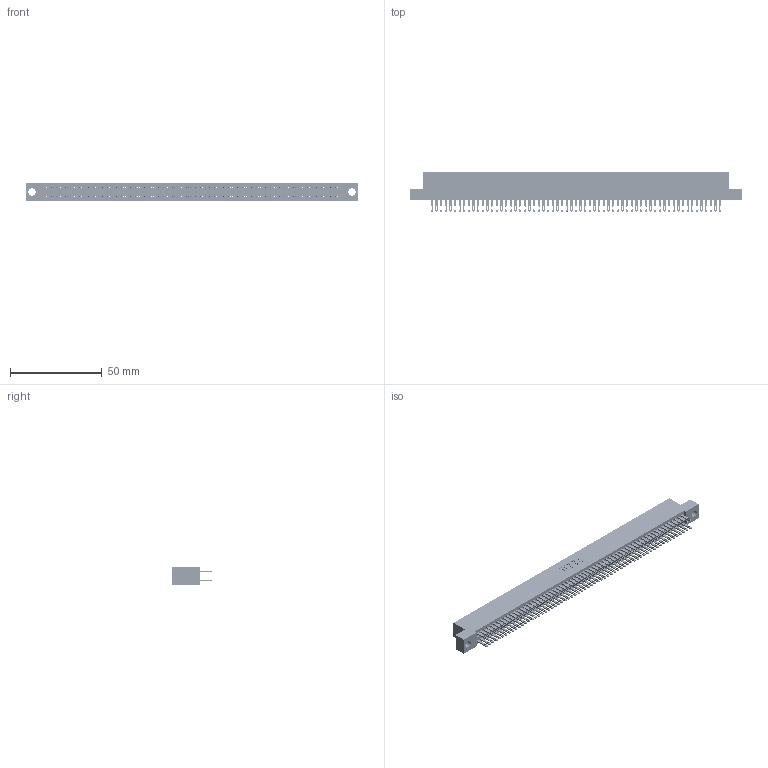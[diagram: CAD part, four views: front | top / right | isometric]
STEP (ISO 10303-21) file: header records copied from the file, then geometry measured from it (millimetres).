
FILE_DESCRIPTION (( 'STEP AP203' ), '1' );
FILE_NAME ('895-126-500-204.STEP', '2020-10-13T16:05:21', ( '' ), ( '' ), 'SwSTEP 2.0', 'SolidWorks 2020', '' );
FILE_SCHEMA (( 'CONFIG_CONTROL_DESIGN' ));
Length unit declared in the file: inch
Products named in the file (3): 845 Part_Flush Mounting Lugs - 0.156 Dia-TH; 345-292-001_345-293-100; 895-126-500-204
Assembly tree (127 placements, depth 2):
  895-126-500-204
    845 Part_Flush Mounting Lugs - 0.156 Dia-TH
    345-292-001_345-293-100  x126
Bounding box: 181.23 x 21.51 x 9.4 mm (x, y, z)
Volume: 18096.9 mm3; surface area: 28257.2 mm2
Topology: 127 solids, 127 shells, 5922 faces, 18107 edges, 12070 vertices
Faces by surface type: plane 3482, cylinder 2440
Entity records: 46537 total; most frequent: CARTESIAN_POINT 7780, ORIENTED_EDGE 7714, DIRECTION 6837, EDGE_CURVE 3857, LINE 3469, VECTOR 3469, VERTEX_POINT 2570, AXIS2_PLACEMENT_3D 1684
